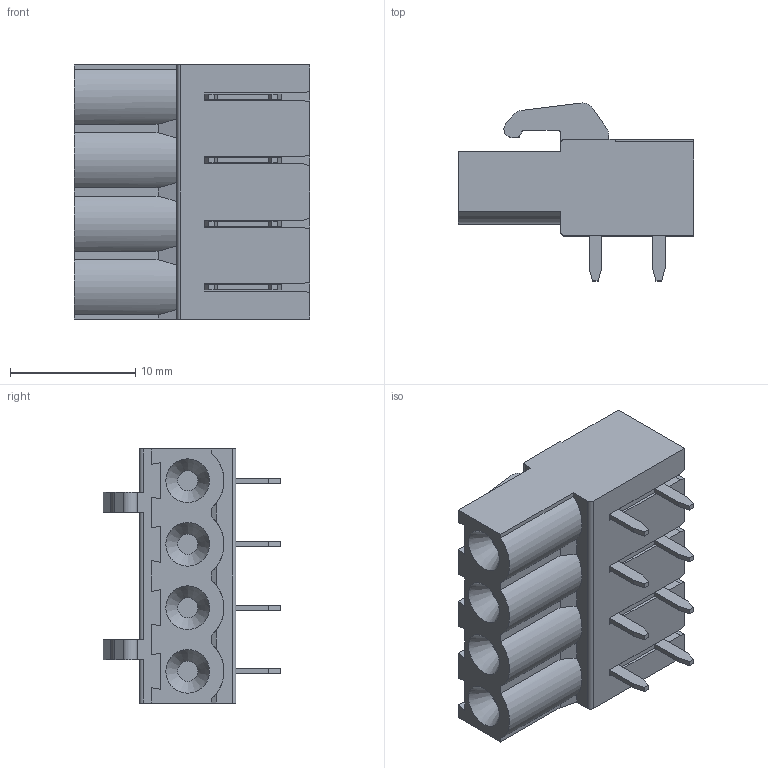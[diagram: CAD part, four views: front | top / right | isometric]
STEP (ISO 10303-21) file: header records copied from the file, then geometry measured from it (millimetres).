
FILE_DESCRIPTION(('STEP AP214'),'1');
FILE_NAME('PF04-5,08-H.stp','2018-04-04T16:05:39',(' '),(' '),'Spatial InterOp 3D',' ',' ');
FILE_SCHEMA(('automotive_design'));
Length unit declared in the file: metre
Products named in the file (1): 1
Bounding box: 18.85 x 14.22 x 20.32 mm (x, y, z)
Volume: 2502.8 mm3; surface area: 1718.4 mm2
Topology: 1 solids, 1 shells, 214 faces, 588 edges, 392 vertices
Faces by surface type: plane 188, cylinder 22, cone 4
Entity records: 8418 total; most frequent: CARTESIAN_POINT 1193, ORIENTED_EDGE 1168, DIRECTION 1071, EDGE_CURVE 584, LINE 523, VECTOR 523, VERTEX_POINT 392, AXIS2_PLACEMENT_3D 274
